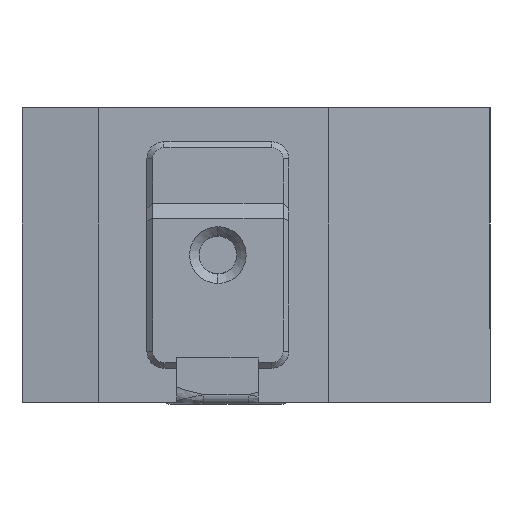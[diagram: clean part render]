
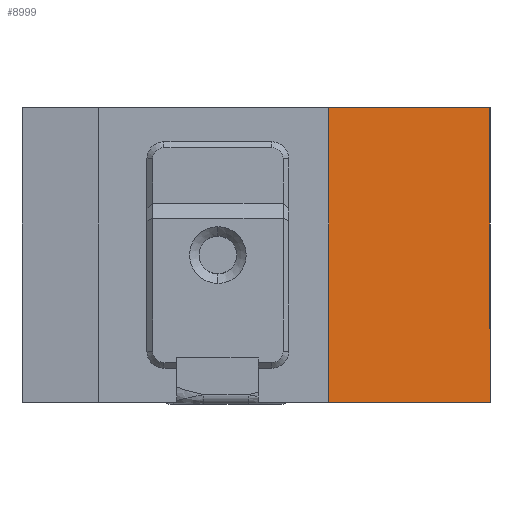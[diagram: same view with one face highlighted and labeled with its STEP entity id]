
A CAD part, front view. The second image highlights one B-rep face of the part: STEP entity #8999.
In plain terms, the highlighted planar face has unit normal (0.05, -0.999, 0).
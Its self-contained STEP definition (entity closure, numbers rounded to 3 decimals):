
#87 = LINE ( 'NONE', #8277, #8890 ) ;
#1455 = CARTESIAN_POINT ( 'NONE',  ( 24.81, 7.13, -15.6 ) ) ;
#1647 = AXIS2_PLACEMENT_3D ( 'NONE', #15702, #9167, #2219 ) ;
#1923 = DIRECTION ( 'NONE',  ( 0., 0., 1. ) ) ;
#2190 = EDGE_CURVE ( 'NONE', #8176, #3034, #20418, .T. ) ;
#2219 = DIRECTION ( 'NONE',  ( -0.999, -0.05, 0. ) ) ;
#3034 = VERTEX_POINT ( 'NONE', #13950 ) ;
#3459 = CARTESIAN_POINT ( 'NONE',  ( 24.81, 7.13, 0. ) ) ;
#3967 = CARTESIAN_POINT ( 'NONE',  ( 24.81, 7.13, 0. ) ) ;
#4184 = FACE_OUTER_BOUND ( 'NONE', #12415, .T. ) ;
#5283 = CARTESIAN_POINT ( 'NONE',  ( 24.81, 7.13, -15.6 ) ) ;
#6957 = VERTEX_POINT ( 'NONE', #11262 ) ;
#7609 = DIRECTION ( 'NONE',  ( 0.999, 0.05, 0. ) ) ;
#8042 = ORIENTED_EDGE ( 'NONE', *, *, #18919, .F. ) ;
#8115 = VECTOR ( 'NONE', #1923, 1000. ) ;
#8176 = VERTEX_POINT ( 'NONE', #1455 ) ;
#8277 = CARTESIAN_POINT ( 'NONE',  ( 24.81, 7.13, -15.6 ) ) ;
#8890 = VECTOR ( 'NONE', #13452, 1000. ) ;
#8999 = ADVANCED_FACE ( 'NONE', ( #4184 ), #13925, .F. ) ;
#9167 = DIRECTION ( 'NONE',  ( -0.05, 0.999, 0. ) ) ;
#10773 = ORIENTED_EDGE ( 'NONE', *, *, #21182, .F. ) ;
#11262 = CARTESIAN_POINT ( 'NONE',  ( 16.27, 6.7, 0. ) ) ;
#11849 = CARTESIAN_POINT ( 'NONE',  ( 16.27, 6.7, -15.6 ) ) ;
#12415 = EDGE_LOOP ( 'NONE', ( #17649, #8042, #18634, #10773 ) ) ;
#13452 = DIRECTION ( 'NONE',  ( 0., 0., -1. ) ) ;
#13539 = EDGE_CURVE ( 'NONE', #6957, #18146, #17460, .T. ) ;
#13925 = PLANE ( 'NONE',  #1647 ) ;
#13950 = CARTESIAN_POINT ( 'NONE',  ( 16.27, 6.7, -15.6 ) ) ;
#15507 = LINE ( 'NONE', #11849, #8115 ) ;
#15702 = CARTESIAN_POINT ( 'NONE',  ( 24.81, 7.13, -15.6 ) ) ;
#17460 = LINE ( 'NONE', #3967, #18083 ) ;
#17649 = ORIENTED_EDGE ( 'NONE', *, *, #13539, .F. ) ;
#18083 = VECTOR ( 'NONE', #7609, 1000. ) ;
#18146 = VERTEX_POINT ( 'NONE', #3459 ) ;
#18634 = ORIENTED_EDGE ( 'NONE', *, *, #2190, .F. ) ;
#18768 = DIRECTION ( 'NONE',  ( -0.999, -0.05, 0. ) ) ;
#18919 = EDGE_CURVE ( 'NONE', #3034, #6957, #15507, .T. ) ;
#19137 = VECTOR ( 'NONE', #18768, 1000. ) ;
#20418 = LINE ( 'NONE', #5283, #19137 ) ;
#21182 = EDGE_CURVE ( 'NONE', #18146, #8176, #87, .T. ) ;
